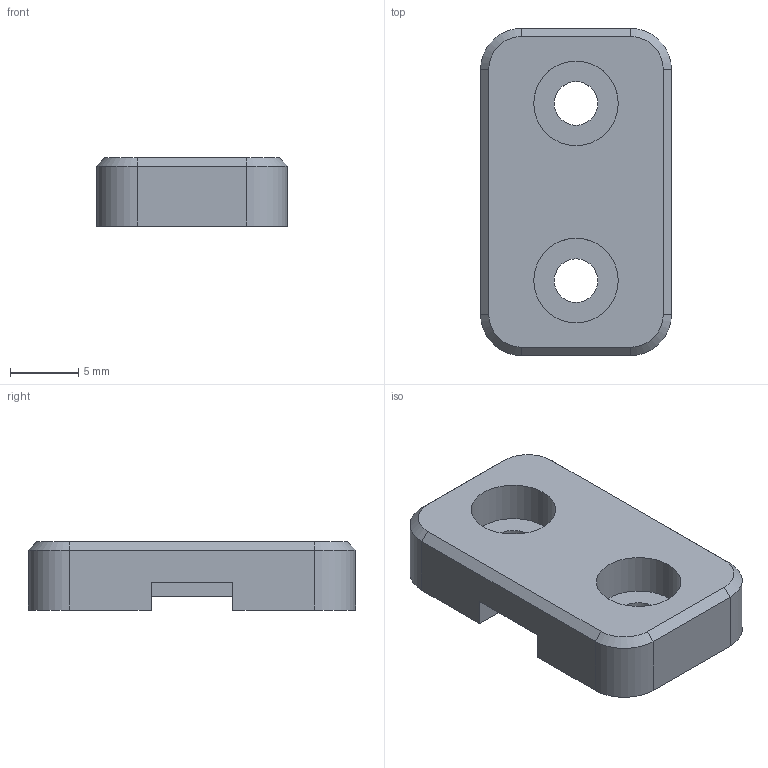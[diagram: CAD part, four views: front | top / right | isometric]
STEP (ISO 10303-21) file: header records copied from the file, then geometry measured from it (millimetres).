
FILE_DESCRIPTION(('FreeCAD Model'),'2;1');
FILE_NAME('Open CASCADE Shape Model','2023-04-02T11:10:30',('Author'),( ''),'Open CASCADE STEP processor 7.5','FreeCAD','Unknown');
FILE_SCHEMA(('AUTOMOTIVE_DESIGN { 1 0 10303 214 1 1 1 1 }'));
Length unit declared in the file: millimetre
Products named in the file (1): belt.clamp.x1
Bounding box: 14 x 24 x 5 mm (x, y, z)
Volume: 1289.5 mm3; surface area: 1212.3 mm2
Topology: 1 solids, 1 shells, 54 faces, 142 edges, 92 vertices
Faces by surface type: plane 42, cylinder 8, cone 4
Full cylindrical faces by diameter (mm): 3.2 x2, 6.2 x2
Entity records: 3508 total; most frequent: CARTESIAN_POINT 601, DIRECTION 538, LINE 374, VECTOR 374, ORIENTED_EDGE 284, PCURVE 284, DEFINITIONAL_REPRESENTATION 284, EDGE_CURVE 142
